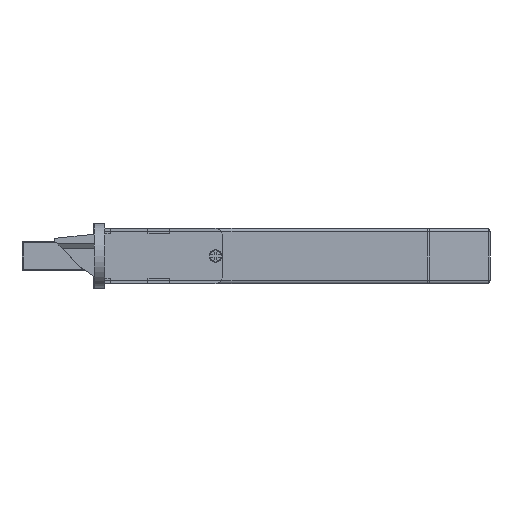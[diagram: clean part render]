
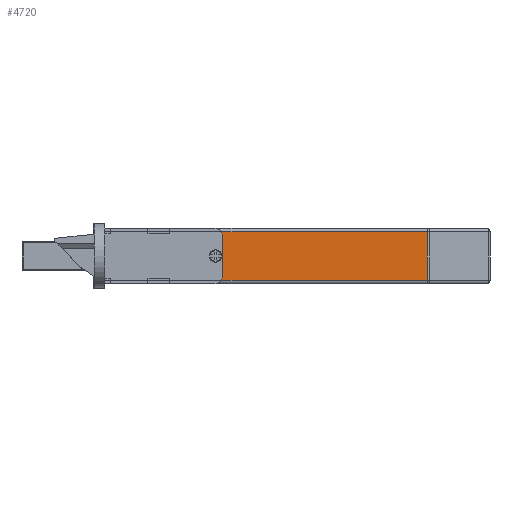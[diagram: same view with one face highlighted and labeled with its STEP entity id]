
A CAD part, front view. The second image highlights one B-rep face of the part: STEP entity #4720.
In plain terms, the highlighted planar face has unit normal (0, -1, 0).
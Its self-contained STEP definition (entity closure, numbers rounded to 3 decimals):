
#13 = VECTOR ( 'NONE', #1086, 1000. ) ;
#122 = FACE_OUTER_BOUND ( 'NONE', #6209, .T. ) ;
#667 = VERTEX_POINT ( 'NONE', #7433 ) ;
#729 = ORIENTED_EDGE ( 'NONE', *, *, #3909, .T. ) ;
#1086 = DIRECTION ( 'NONE',  ( 1., 0., 0. ) ) ;
#1159 = ORIENTED_EDGE ( 'NONE', *, *, #4346, .F. ) ;
#1286 = ORIENTED_EDGE ( 'NONE', *, *, #1684, .T. ) ;
#1684 = EDGE_CURVE ( 'NONE', #10187, #3362, #10077, .T. ) ;
#1842 = DIRECTION ( 'NONE',  ( 0., 0., 1. ) ) ;
#2092 = CARTESIAN_POINT ( 'NONE',  ( 103.586, -14.7, -0.75 ) ) ;
#2415 = CARTESIAN_POINT ( 'NONE',  ( 44.75, -14.7, 7.75 ) ) ;
#2424 = ORIENTED_EDGE ( 'NONE', *, *, #8031, .T. ) ;
#2627 = VERTEX_POINT ( 'NONE', #10190 ) ;
#2763 = DIRECTION ( 'NONE',  ( 0., 0., 1. ) ) ;
#2795 = ORIENTED_EDGE ( 'NONE', *, *, #6507, .F. ) ;
#2851 = CARTESIAN_POINT ( 'NONE',  ( 14., -14.7, 12.75 ) ) ;
#3354 = CARTESIAN_POINT ( 'NONE',  ( 103.586, -14.7, 12.75 ) ) ;
#3362 = VERTEX_POINT ( 'NONE', #2851 ) ;
#3712 = ORIENTED_EDGE ( 'NONE', *, *, #8633, .F. ) ;
#3735 = DIRECTION ( 'NONE',  ( 0., 0., -1. ) ) ;
#3784 = DIRECTION ( 'NONE',  ( 0., -1., 0. ) ) ;
#3848 = CARTESIAN_POINT ( 'NONE',  ( 14., -14.7, 12.75 ) ) ;
#3909 = EDGE_CURVE ( 'NONE', #9510, #10187, #5832, .T. ) ;
#4121 = PLANE ( 'NONE',  #5469 ) ;
#4346 = EDGE_CURVE ( 'NONE', #5818, #2627, #7612, .T. ) ;
#4421 = LINE ( 'NONE', #9220, #8049 ) ;
#4720 = ADVANCED_FACE ( 'NONE', ( #4891, #122 ), #4121, .T. ) ;
#4744 = EDGE_LOOP ( 'NONE', ( #3712, #1159 ) ) ;
#4891 = FACE_BOUND ( 'NONE', #4744, .T. ) ;
#5002 = DIRECTION ( 'NONE',  ( 0., -1., 0. ) ) ;
#5028 = CARTESIAN_POINT ( 'NONE',  ( 104., -14.7, -0.75 ) ) ;
#5117 = CARTESIAN_POINT ( 'NONE',  ( 44.75, -14.7, 6. ) ) ;
#5326 = CIRCLE ( 'NONE', #5812, 1.75 ) ;
#5469 = AXIS2_PLACEMENT_3D ( 'NONE', #6603, #5002, #8966 ) ;
#5804 = LINE ( 'NONE', #5028, #13 ) ;
#5812 = AXIS2_PLACEMENT_3D ( 'NONE', #5117, #3784, #3735 ) ;
#5818 = VERTEX_POINT ( 'NONE', #2415 ) ;
#5832 = LINE ( 'NONE', #6662, #10055 ) ;
#6209 = EDGE_LOOP ( 'NONE', ( #2795, #2424, #729, #1286 ) ) ;
#6507 = EDGE_CURVE ( 'NONE', #667, #3362, #4421, .T. ) ;
#6603 = CARTESIAN_POINT ( 'NONE',  ( 14., -14.7, -1.75 ) ) ;
#6662 = CARTESIAN_POINT ( 'NONE',  ( 103.586, -14.7, -1.75 ) ) ;
#6935 = DIRECTION ( 'NONE',  ( -1., 0., 0. ) ) ;
#7433 = CARTESIAN_POINT ( 'NONE',  ( 14., -14.7, -0.75 ) ) ;
#7612 = CIRCLE ( 'NONE', #10080, 1.75 ) ;
#8031 = EDGE_CURVE ( 'NONE', #667, #9510, #5804, .T. ) ;
#8049 = VECTOR ( 'NONE', #2763, 1000. ) ;
#8633 = EDGE_CURVE ( 'NONE', #2627, #5818, #5326, .T. ) ;
#8781 = DIRECTION ( 'NONE',  ( 0., 0., -1. ) ) ;
#8929 = CARTESIAN_POINT ( 'NONE',  ( 44.75, -14.7, 6. ) ) ;
#8966 = DIRECTION ( 'NONE',  ( 1., 0., 0. ) ) ;
#9220 = CARTESIAN_POINT ( 'NONE',  ( 14., -14.7, -1.75 ) ) ;
#9510 = VERTEX_POINT ( 'NONE', #2092 ) ;
#9516 = VECTOR ( 'NONE', #6935, 1000. ) ;
#9546 = DIRECTION ( 'NONE',  ( 0., -1., 0. ) ) ;
#10055 = VECTOR ( 'NONE', #1842, 1000. ) ;
#10077 = LINE ( 'NONE', #3848, #9516 ) ;
#10080 = AXIS2_PLACEMENT_3D ( 'NONE', #8929, #9546, #8781 ) ;
#10187 = VERTEX_POINT ( 'NONE', #3354 ) ;
#10190 = CARTESIAN_POINT ( 'NONE',  ( 44.75, -14.7, 4.25 ) ) ;
